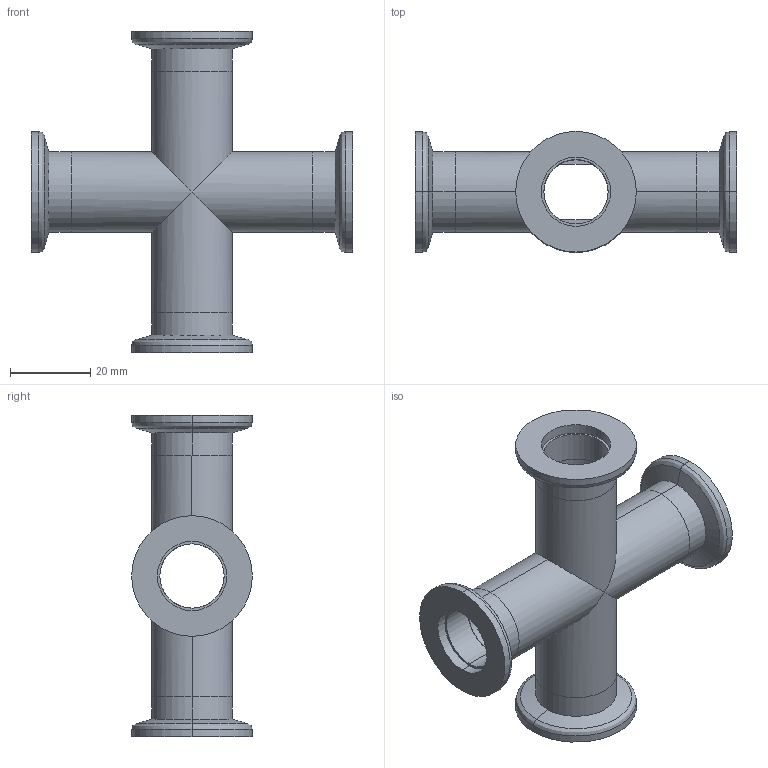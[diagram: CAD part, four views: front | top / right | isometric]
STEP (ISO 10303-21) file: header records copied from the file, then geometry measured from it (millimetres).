
FILE_DESCRIPTION( (''), '2;1');
FILE_NAME ('CAD714.412.VP8016_15426.stp','2016-04-22T10:30:04',(''),(''),'spGate 11.3.9','spGate','');
FILE_SCHEMA (('AUTOMOTIVE_DESIGN'));
Length unit declared in the file: millimetre
Products named in the file (5): Assembly; VP8016-1; VP3016; VP3016_mr; VP3016_mr-1
Assembly tree (5 placements, depth 2):
  Assembly
    VP8016-1
    VP3016  x2
    VP3016_mr
    VP3016_mr-1
Bounding box: 80 x 30 x 80 mm (x, y, z)
Volume: 20810.3 mm3; surface area: 20001.9 mm2
Topology: 5 solids, 5 shells, 82 faces, 176 edges, 108 vertices
Faces by surface type: cylinder 46, plane 20, bspline 16
Entity records: 3316 total; most frequent: CARTESIAN_POINT 600, ORIENTED_EDGE 292, DIRECTION 288, COLOUR_RGB 217, PRESENTATION_STYLE_ASSIGNMENT 217, STYLED_ITEM 217, EDGE_CURVE 146, DRAUGHTING_PRE_DEFINED_CURVE_FONT 146
